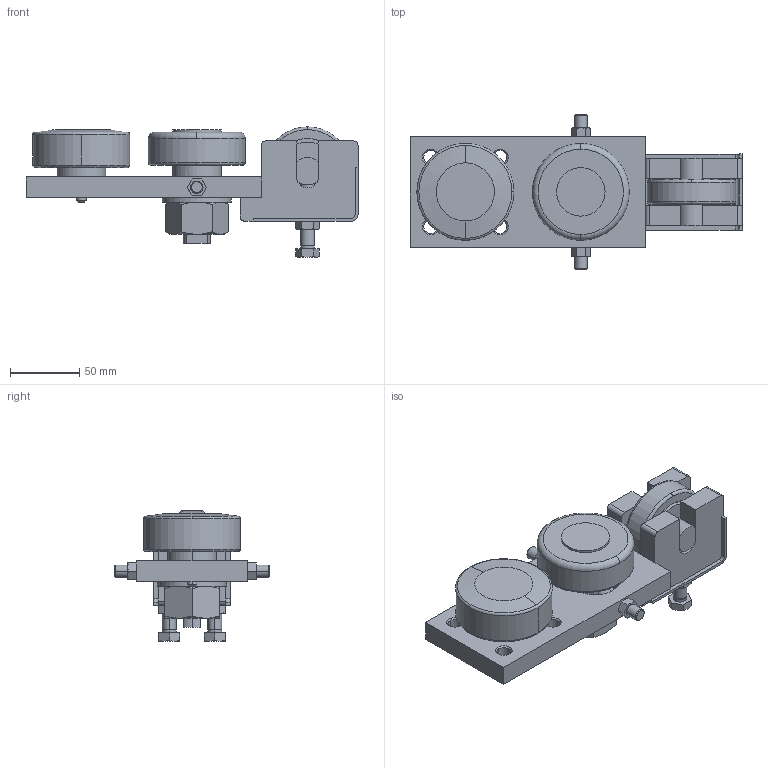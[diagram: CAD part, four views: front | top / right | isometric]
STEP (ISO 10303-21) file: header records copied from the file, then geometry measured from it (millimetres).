
FILE_DESCRIPTION(('STEP AP214'),'1');
FILE_NAME('jt_2_055_d_0.stp','2021-05-27T03:36:13',('TraceParts'),('TraceParts S.A.'),'Spatial InterOp 3D',' ',' ');
FILE_SCHEMA(('AUTOMOTIVE_DESIGN { 1 0 10303 214 1 1 1 1 }'));
Length unit declared in the file: millimetre
Products named in the file (1): jt_2_055_d_0_1
Bounding box: 240 x 112 x 94.2 mm (x, y, z)
Volume: 631144.8 mm3; surface area: 120358.6 mm2
Topology: 3 solids, 3 shells, 333 faces, 787 edges, 489 vertices
Faces by surface type: plane 131, cone 108, cylinder 82, torus 12
Entity records: 10049 total; most frequent: CARTESIAN_POINT 2392, DIRECTION 1652, ORIENTED_EDGE 1574, EDGE_CURVE 787, AXIS2_PLACEMENT_3D 637, VERTEX_POINT 489, EDGE_LOOP 378, LINE 378
